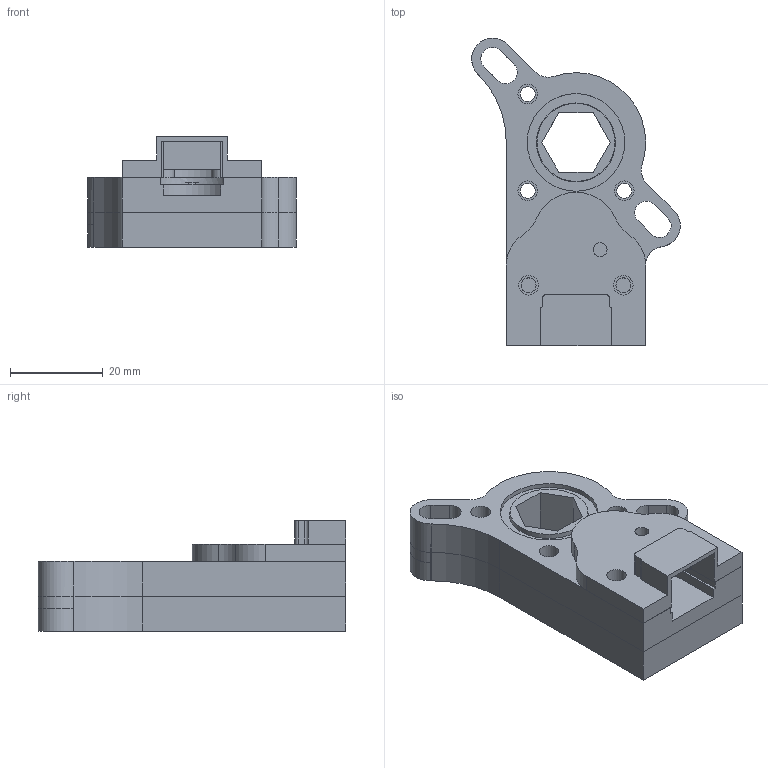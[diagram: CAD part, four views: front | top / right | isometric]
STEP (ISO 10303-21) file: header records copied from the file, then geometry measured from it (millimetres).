
FILE_DESCRIPTION(/* description */ ('STEP AP242','CAx-IF Rec.Pracs.---Representation and Presentation of Product Manufacturing Information (PMI)---4.0---2014-10-13','CAx-IF Rec.Pracs.---3D Tessellated Geometry---0.4---2014-09-14','2;1'),/* implementation_level */ '2;1');
FILE_NAME(/* name */ '65861a87a0468d7d3e4833a4',/* time_stamp */ '2023-12-22T23:23:52Z',/* author */ (''),/* organization */ (''),/* preprocessor_version */ 'ST-DEVELOPER v19.4',/* originating_system */ ' ',/* authorisation */ ' ');
FILE_SCHEMA (('AP242_MANAGED_MODEL_BASED_3D_ENGINEERING_MIM_LF { 1 0 10303 442 1 1 4 }'));
Length unit declared in the file: metre
Products named in the file (8): Assembly 1; Spur gear (25 teeth); Encoder Cover; Magnet Bearing; Bore Bearing; Top Case; Magnet Gear; Bottom Case
Assembly tree (8 placements, depth 2):
  Assembly 1
    Spur gear (25 teeth)
    Encoder Cover
    Magnet Bearing
    Bore Bearing  x2
    Top Case
    Magnet Gear
    Bottom Case
Bounding box: 44.89 x 66.19 x 23.75 mm (x, y, z)
Volume: 20194.5 mm3; surface area: 20785.5 mm2
Topology: 8 solids, 8 shells, 633 faces, 1722 edges, 1115 vertices
Faces by surface type: cylinder 322, plane 210, bspline 100, cone 1
Full cylindrical faces by diameter (mm): 2.7 x2, 3 x3, 3.2 x5, 4.2 x5, 6 x1, 7.9 x1, 8 x1, 9.25 x1, 10 x1, 12 x2, 16.8 x2, 17 x2, 19 x2, 21 x2, 23 x2, 23.2 x2
Entity records: 30443 total; most frequent: CARTESIAN_POINT 14620, ORIENTED_EDGE 3354, DIRECTION 3201, EDGE_CURVE 1677, AXIS2_PLACEMENT_3D 1286, VERTEX_POINT 1105, CIRCLE 748, EDGE_LOOP 716
